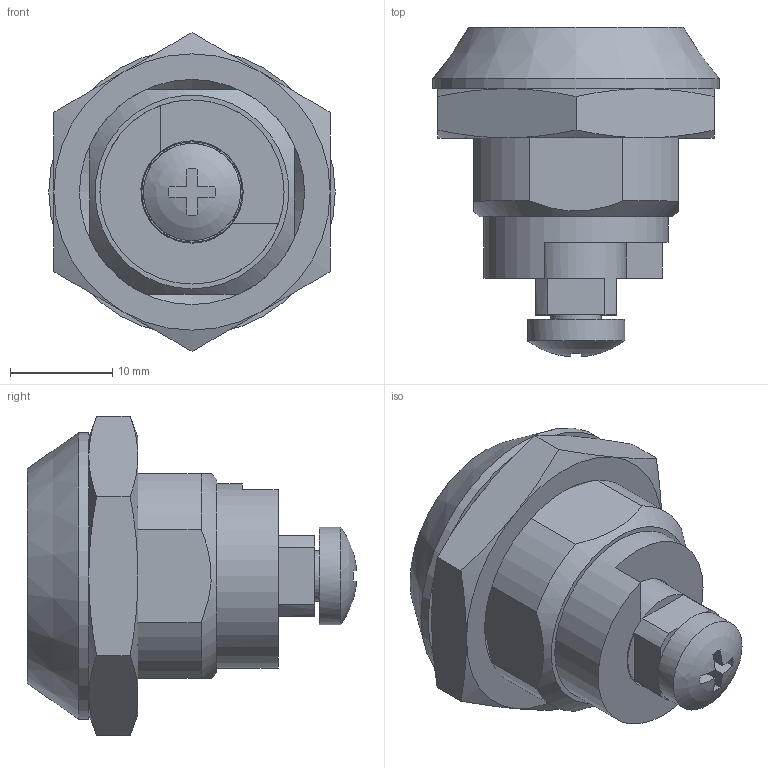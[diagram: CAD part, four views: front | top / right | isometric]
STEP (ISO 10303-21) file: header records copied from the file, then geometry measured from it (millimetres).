
FILE_DESCRIPTION( ( 'STEP AP214' ), '1' );
FILE_NAME( '0K0522.43185.stp', '2020-12-08T10:43:45', ( '' ), ( '' ), ' ', 'PARTsolutions', ' ' );
FILE_SCHEMA( ( 'AUTOMOTIVE_DESIGN { 1 0 10303 214 1 1 1 1 }' ) );
Length unit declared in the file: millimetre
Products named in the file (5): 0K0522.43185; _ _k0522_huelse; _k0518_mutter_22; _k0522_betaetigung_ ; _k0518_schraube_5
Assembly tree (4 placements, depth 2):
  0K0522.43185
    _ _k0522_huelse
    _k0518_mutter_22
    _k0522_betaetigung_ 
    _k0518_schraube_5
Bounding box: 28 x 32.17 x 31.18 mm (x, y, z)
Volume: 8687.8 mm3; surface area: 7262.2 mm2
Topology: 4 solids, 4 shells, 101 faces, 233 edges, 150 vertices
Faces by surface type: plane 55, cylinder 27, cone 18, sphere 1
Full cylindrical faces by diameter (mm): 3 x1, 4.134 x1, 5 x1, 9.5 x1, 9.8 x1, 10 x1, 12 x1, 12.4 x1, 15.3 x1, 15.8 x1, 16 x1, 18 x1, 19.294 x1, 28 x1
Entity records: 3726 total; most frequent: CARTESIAN_POINT 634, DIRECTION 478, ORIENTED_EDGE 410, EDGE_CURVE 205, AXIS2_PLACEMENT_3D 195, VERTEX_POINT 143, EDGE_LOOP 136, FACE_OUTER_BOUND 116
